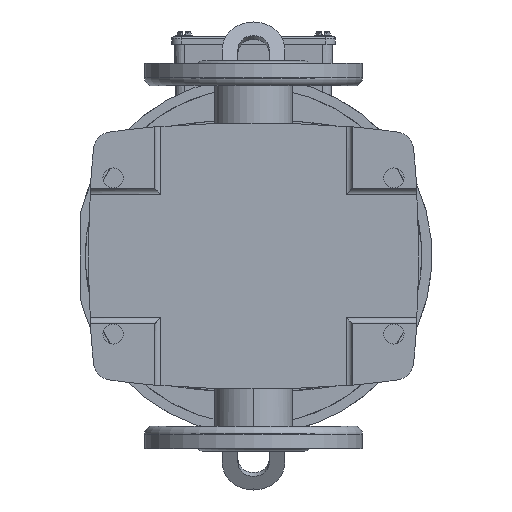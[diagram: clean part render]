
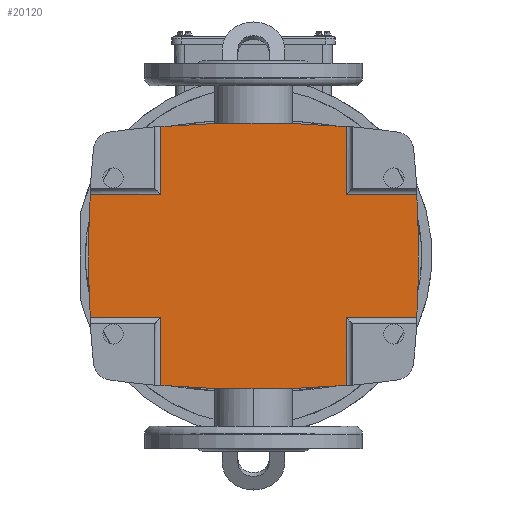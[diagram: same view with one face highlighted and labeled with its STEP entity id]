
A CAD part, front view. The second image highlights one B-rep face of the part: STEP entity #20120.
In plain terms, the highlighted planar face has unit normal (0, -1, 0).
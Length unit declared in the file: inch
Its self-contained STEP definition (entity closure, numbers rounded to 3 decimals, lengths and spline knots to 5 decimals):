
#289 = VERTEX_POINT ( 'NONE', #82779 ) ;
#2456 = LINE ( 'NONE', #86281, #49059 ) ;
#3006 = CARTESIAN_POINT ( 'NONE',  ( -23.10315, 0.19685, 0. ) ) ;
#3585 = EDGE_CURVE ( 'NONE', #86943, #86812, #10655, .T. ) ;
#4141 = EDGE_CURVE ( 'NONE', #5820, #32708, #43462, .T. ) ;
#4699 = CARTESIAN_POINT ( 'NONE',  ( 0., 0.19685, -23.10236 ) ) ;
#4849 = ORIENTED_EDGE ( 'NONE', *, *, #9306, .F. ) ;
#4852 = CARTESIAN_POINT ( 'NONE',  ( 3.26434, 0.19685, 2.33625 ) ) ;
#5263 = DIRECTION ( 'NONE',  ( 0., -1., 0. ) ) ;
#5820 = VERTEX_POINT ( 'NONE', #19836 ) ;
#6070 = EDGE_CURVE ( 'NONE', #58391, #73990, #31740, .T. ) ;
#6894 = EDGE_CURVE ( 'NONE', #28077, #84461, #50665, .T. ) ;
#9306 = EDGE_CURVE ( 'NONE', #32708, #86812, #28153, .T. ) ;
#9549 = DIRECTION ( 'NONE',  ( 0., 1., 0. ) ) ;
#10013 = VECTOR ( 'NONE', #73248, 39.37008 ) ;
#10655 = LINE ( 'NONE', #34251, #40311 ) ;
#11297 = CARTESIAN_POINT ( 'NONE',  ( 1.54265, 0.19685, -2.33625 ) ) ;
#12027 = ORIENTED_EDGE ( 'NONE', *, *, #26225, .T. ) ;
#12084 = CARTESIAN_POINT ( 'NONE',  ( -4.59646, 0.19685, 2.33625 ) ) ;
#13579 = ORIENTED_EDGE ( 'NONE', *, *, #70138, .F. ) ;
#14112 = EDGE_CURVE ( 'NONE', #63437, #28077, #47867, .T. ) ;
#16653 = DIRECTION ( 'NONE',  ( 0., 0., 1. ) ) ;
#16749 = DIRECTION ( 'NONE',  ( 0., 0., 1. ) ) ;
#17373 = CARTESIAN_POINT ( 'NONE',  ( -4.59646, 0.19685, -2.33625 ) ) ;
#17455 = AXIS2_PLACEMENT_3D ( 'NONE', #59517, #25760, #39659 ) ;
#18301 = VERTEX_POINT ( 'NONE', #69260 ) ;
#18348 = DIRECTION ( 'NONE',  ( 0., 0., 1. ) ) ;
#19836 = CARTESIAN_POINT ( 'NONE',  ( 1.54265, 0.19685, 2.33625 ) ) ;
#20120 = ADVANCED_FACE ( 'NONE', ( #81203 ), #55894, .F. ) ;
#20763 = CARTESIAN_POINT ( 'NONE',  ( 23.10315, 0.19685, 0. ) ) ;
#21143 = VECTOR ( 'NONE', #52002, 39.37008 ) ;
#22648 = VECTOR ( 'NONE', #61536, 39.37008 ) ;
#24774 = LINE ( 'NONE', #81244, #22648 ) ;
#25760 = DIRECTION ( 'NONE',  ( 0., -1., 0. ) ) ;
#25902 = CARTESIAN_POINT ( 'NONE',  ( -1.54265, 0.19685, -2.33625 ) ) ;
#26225 = EDGE_CURVE ( 'NONE', #18301, #58391, #64653, .T. ) ;
#26416 = CARTESIAN_POINT ( 'NONE',  ( 1.54265, 0.19685, 4.11924 ) ) ;
#26989 = DIRECTION ( 'NONE',  ( 0., -1., 0. ) ) ;
#27629 = ORIENTED_EDGE ( 'NONE', *, *, #30737, .T. ) ;
#27827 = VERTEX_POINT ( 'NONE', #26416 ) ;
#28077 = VERTEX_POINT ( 'NONE', #87420 ) ;
#28153 = CIRCLE ( 'NONE', #43892, 26.47079 ) ;
#30737 = EDGE_CURVE ( 'NONE', #31911, #289, #83921, .T. ) ;
#30995 = DIRECTION ( 'NONE',  ( 0., 1., 0. ) ) ;
#31740 = LINE ( 'NONE', #17373, #21143 ) ;
#31911 = VERTEX_POINT ( 'NONE', #72095 ) ;
#32478 = CARTESIAN_POINT ( 'NONE',  ( -3.26434, 0.19685, -2.33625 ) ) ;
#32647 = CARTESIAN_POINT ( 'NONE',  ( -1.54265, 0.19685, 2.33625 ) ) ;
#32708 = VERTEX_POINT ( 'NONE', #4852 ) ;
#32812 = VECTOR ( 'NONE', #74130, 39.37008 ) ;
#32875 = CARTESIAN_POINT ( 'NONE',  ( 1.54265, 0.19685, -4.59646 ) ) ;
#34251 = CARTESIAN_POINT ( 'NONE',  ( -4.59646, 0.19685, -2.33625 ) ) ;
#35399 = CARTESIAN_POINT ( 'NONE',  ( -1.54265, 0.19685, -4.11924 ) ) ;
#36967 = EDGE_CURVE ( 'NONE', #63437, #86943, #46018, .T. ) ;
#37193 = CARTESIAN_POINT ( 'NONE',  ( -1.54265, 0.19685, -4.59646 ) ) ;
#37668 = CARTESIAN_POINT ( 'NONE',  ( 3.26434, 0.19685, -2.33625 ) ) ;
#38163 = ORIENTED_EDGE ( 'NONE', *, *, #3585, .T. ) ;
#39659 = DIRECTION ( 'NONE',  ( 0., 0., 1. ) ) ;
#39850 = CARTESIAN_POINT ( 'NONE',  ( 0., 0.19685, 23.10236 ) ) ;
#40311 = VECTOR ( 'NONE', #46979, 39.37008 ) ;
#41391 = EDGE_CURVE ( 'NONE', #18301, #77356, #24774, .T. ) ;
#42058 = EDGE_CURVE ( 'NONE', #5820, #27827, #2456, .T. ) ;
#42340 = AXIS2_PLACEMENT_3D ( 'NONE', #84784, #44322, #77344 ) ;
#43462 = LINE ( 'NONE', #12084, #32812 ) ;
#43892 = AXIS2_PLACEMENT_3D ( 'NONE', #3006, #9549, #50396 ) ;
#44322 = DIRECTION ( 'NONE',  ( 0., 1., 0. ) ) ;
#45144 = VECTOR ( 'NONE', #52528, 39.37008 ) ;
#46018 = LINE ( 'NONE', #32875, #10013 ) ;
#46840 = ORIENTED_EDGE ( 'NONE', *, *, #6070, .T. ) ;
#46979 = DIRECTION ( 'NONE',  ( 1., 0., 0. ) ) ;
#47278 = LINE ( 'NONE', #37193, #45144 ) ;
#47867 = CIRCLE ( 'NONE', #42340, 27.26527 ) ;
#49059 = VECTOR ( 'NONE', #73445, 39.37008 ) ;
#49893 = ORIENTED_EDGE ( 'NONE', *, *, #14112, .F. ) ;
#50396 = DIRECTION ( 'NONE',  ( 0., 0., 1. ) ) ;
#50665 = CIRCLE ( 'NONE', #63131, 27.26527 ) ;
#52002 = DIRECTION ( 'NONE',  ( 1., 0., 0. ) ) ;
#52528 = DIRECTION ( 'NONE',  ( 0., 0., 1. ) ) ;
#53128 = ORIENTED_EDGE ( 'NONE', *, *, #66435, .T. ) ;
#54062 = DIRECTION ( 'NONE',  ( 0., 1., 0. ) ) ;
#55894 = PLANE ( 'NONE',  #71093 ) ;
#57351 = CARTESIAN_POINT ( 'NONE',  ( -1.54265, 0.19685, -4.59646 ) ) ;
#58391 = VERTEX_POINT ( 'NONE', #32478 ) ;
#59517 = CARTESIAN_POINT ( 'NONE',  ( 0., 0.19685, -23.10236 ) ) ;
#61448 = ORIENTED_EDGE ( 'NONE', *, *, #4141, .F. ) ;
#61536 = DIRECTION ( 'NONE',  ( 1., 0., 0. ) ) ;
#62815 = EDGE_LOOP ( 'NONE', ( #87382, #82890, #12027, #46840, #13579, #64044, #49893, #75783, #38163, #4849, #61448, #65735, #53128, #27629 ) ) ;
#63071 = CARTESIAN_POINT ( 'NONE',  ( 1.54265, 0.19685, -4.11924 ) ) ;
#63131 = AXIS2_PLACEMENT_3D ( 'NONE', #39850, #54062, #88018 ) ;
#63437 = VERTEX_POINT ( 'NONE', #63071 ) ;
#64044 = ORIENTED_EDGE ( 'NONE', *, *, #6894, .F. ) ;
#64563 = LINE ( 'NONE', #70648, #65513 ) ;
#64653 = CIRCLE ( 'NONE', #83238, 26.47079 ) ;
#65513 = VECTOR ( 'NONE', #16653, 39.37008 ) ;
#65735 = ORIENTED_EDGE ( 'NONE', *, *, #42058, .T. ) ;
#66435 = EDGE_CURVE ( 'NONE', #27827, #31911, #85003, .T. ) ;
#69260 = CARTESIAN_POINT ( 'NONE',  ( -3.26434, 0.19685, 2.33625 ) ) ;
#70138 = EDGE_CURVE ( 'NONE', #84461, #73990, #47278, .T. ) ;
#70648 = CARTESIAN_POINT ( 'NONE',  ( -1.54265, 0.19685, -4.59646 ) ) ;
#71093 = AXIS2_PLACEMENT_3D ( 'NONE', #57351, #30995, #16749 ) ;
#72095 = CARTESIAN_POINT ( 'NONE',  ( 0., 0.19685, 4.16291 ) ) ;
#72411 = EDGE_CURVE ( 'NONE', #77356, #289, #64563, .T. ) ;
#73248 = DIRECTION ( 'NONE',  ( 0., 0., 1. ) ) ;
#73445 = DIRECTION ( 'NONE',  ( 0., 0., 1. ) ) ;
#73990 = VERTEX_POINT ( 'NONE', #25902 ) ;
#74130 = DIRECTION ( 'NONE',  ( 1., 0., 0. ) ) ;
#75783 = ORIENTED_EDGE ( 'NONE', *, *, #36967, .T. ) ;
#77344 = DIRECTION ( 'NONE',  ( 0., 0., 1. ) ) ;
#77356 = VERTEX_POINT ( 'NONE', #32647 ) ;
#81203 = FACE_OUTER_BOUND ( 'NONE', #62815, .T. ) ;
#81244 = CARTESIAN_POINT ( 'NONE',  ( -4.59646, 0.19685, 2.33625 ) ) ;
#82779 = CARTESIAN_POINT ( 'NONE',  ( -1.54265, 0.19685, 4.11924 ) ) ;
#82890 = ORIENTED_EDGE ( 'NONE', *, *, #41391, .F. ) ;
#83238 = AXIS2_PLACEMENT_3D ( 'NONE', #20763, #26989, #87889 ) ;
#83921 = CIRCLE ( 'NONE', #86224, 27.26527 ) ;
#84461 = VERTEX_POINT ( 'NONE', #35399 ) ;
#84784 = CARTESIAN_POINT ( 'NONE',  ( 0., 0.19685, 23.10236 ) ) ;
#85003 = CIRCLE ( 'NONE', #17455, 27.26527 ) ;
#86224 = AXIS2_PLACEMENT_3D ( 'NONE', #4699, #5263, #18348 ) ;
#86281 = CARTESIAN_POINT ( 'NONE',  ( 1.54265, 0.19685, -4.59646 ) ) ;
#86812 = VERTEX_POINT ( 'NONE', #37668 ) ;
#86943 = VERTEX_POINT ( 'NONE', #11297 ) ;
#87382 = ORIENTED_EDGE ( 'NONE', *, *, #72411, .F. ) ;
#87420 = CARTESIAN_POINT ( 'NONE',  ( 0., 0.19685, -4.16291 ) ) ;
#87889 = DIRECTION ( 'NONE',  ( 0., 0., 1. ) ) ;
#88018 = DIRECTION ( 'NONE',  ( 0., 0., 1. ) ) ;
